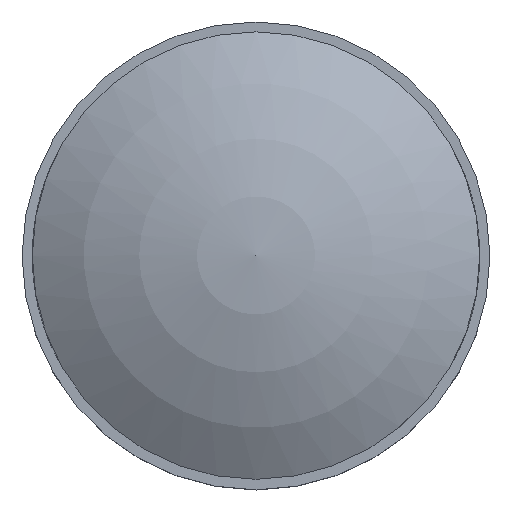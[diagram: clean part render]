
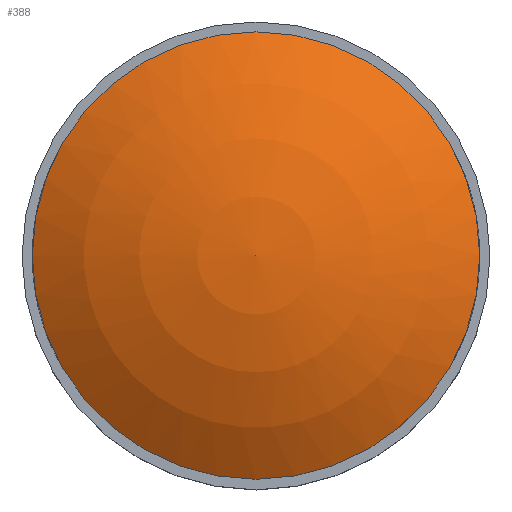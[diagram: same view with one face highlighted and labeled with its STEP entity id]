
A CAD part, top view. The second image highlights one B-rep face of the part: STEP entity #388.
In plain terms, the highlighted spherical face has radius 30 mm.
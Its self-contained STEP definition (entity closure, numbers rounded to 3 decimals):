
#23=SPHERICAL_SURFACE('',#458,30.);
#82=FACE_OUTER_BOUND('',#112,.T.);
#112=EDGE_LOOP('',(#325,#326,#327,#328));
#175=CIRCLE('',#459,16.5);
#176=CIRCLE('',#460,30.);
#177=CIRCLE('',#461,16.5);
#208=VERTEX_POINT('',#821);
#209=VERTEX_POINT('',#822);
#210=VERTEX_POINT('',#824);
#251=EDGE_CURVE('',#208,#209,#175,.T.);
#252=EDGE_CURVE('',#210,#208,#176,.T.);
#253=EDGE_CURVE('',#209,#208,#177,.T.);
#325=ORIENTED_EDGE('',*,*,#251,.F.);
#326=ORIENTED_EDGE('',*,*,#252,.F.);
#327=ORIENTED_EDGE('',*,*,#252,.T.);
#328=ORIENTED_EDGE('',*,*,#253,.F.);
#388=ADVANCED_FACE('',(#82),#23,.T.);
#458=AXIS2_PLACEMENT_3D('',#820,#561,#562);
#459=AXIS2_PLACEMENT_3D('',#823,#563,#564);
#460=AXIS2_PLACEMENT_3D('',#825,#565,#566);
#461=AXIS2_PLACEMENT_3D('',#826,#567,#568);
#561=DIRECTION('center_axis',(0.,0.,1.));
#562=DIRECTION('ref_axis',(1.,0.,0.));
#563=DIRECTION('center_axis',(0.,0.,-1.));
#564=DIRECTION('ref_axis',(1.,0.,0.));
#565=DIRECTION('center_axis',(0.,-1.,0.));
#566=DIRECTION('ref_axis',(-1.,0.,0.));
#567=DIRECTION('center_axis',(0.,0.,-1.));
#568=DIRECTION('ref_axis',(1.,0.,0.));
#820=CARTESIAN_POINT('Origin',(0.,0.,-5.5));
#821=CARTESIAN_POINT('',(-16.5,0.,19.555));
#822=CARTESIAN_POINT('',(16.5,0.,19.555));
#823=CARTESIAN_POINT('Origin',(0.,0.,19.555));
#824=CARTESIAN_POINT('',(0.,0.,24.5));
#825=CARTESIAN_POINT('Origin',(0.,0.,-5.5));
#826=CARTESIAN_POINT('Origin',(0.,0.,19.555));
